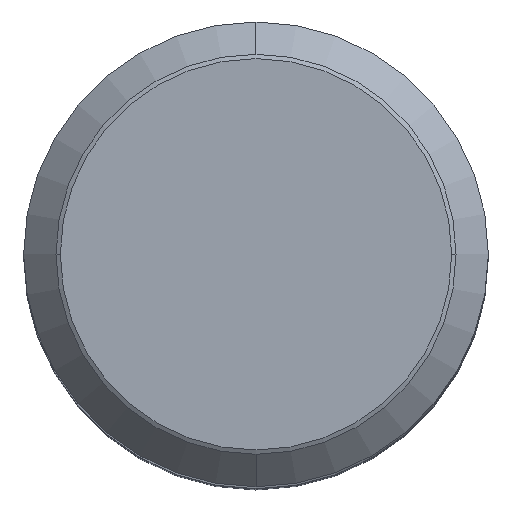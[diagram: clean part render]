
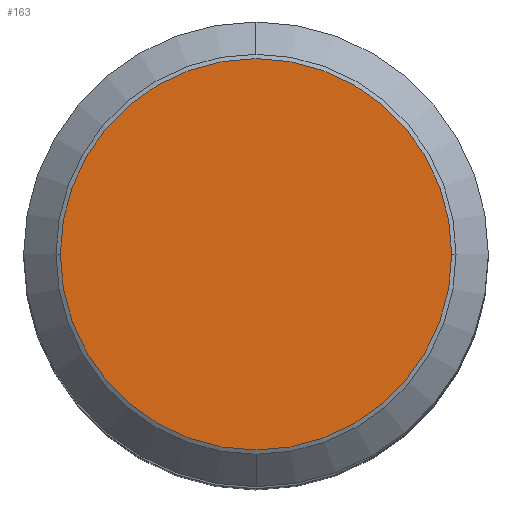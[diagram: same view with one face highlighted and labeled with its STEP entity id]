
A CAD part, top view. The second image highlights one B-rep face of the part: STEP entity #163.
In plain terms, the highlighted planar face has unit normal (0, 0, 1).
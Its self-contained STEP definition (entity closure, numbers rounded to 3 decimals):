
#163=ADVANCED_FACE('',(#358),#359,.T.);
#171=EDGE_CURVE('',#201,#227,#367,.T.);
#189=EDGE_CURVE('',#227,#201,#389,.T.);
#201=VERTEX_POINT('',#402);
#227=VERTEX_POINT('',#431);
#358=FACE_OUTER_BOUND('',#575,.T.);
#359=PLANE('',#576);
#367=CIRCLE('',#587,5.053);
#389=CIRCLE('',#609,5.053);
#402=CARTESIAN_POINT('',(5.053,0.,35.9));
#431=CARTESIAN_POINT('',(-5.053,0.,35.9));
#575=EDGE_LOOP('',(#834,#835));
#576=AXIS2_PLACEMENT_3D('',#836,#837,#838);
#587=AXIS2_PLACEMENT_3D('',#840,#841,#842);
#609=AXIS2_PLACEMENT_3D('',#875,#876,#877);
#834=ORIENTED_EDGE('',*,*,#189,.T.);
#835=ORIENTED_EDGE('',*,*,#171,.T.);
#836=CARTESIAN_POINT('',(0.,-2.55,35.9));
#837=DIRECTION('',(0.0,0.0,1.0));
#838=DIRECTION('',(0.,-1.0,0.0));
#840=CARTESIAN_POINT('',(0.,0.0,35.9));
#841=DIRECTION('',(0.0,0.0,1.0));
#842=DIRECTION('',(-1.0,0.,0.0));
#875=CARTESIAN_POINT('',(0.,0.0,35.9));
#876=DIRECTION('',(0.0,0.0,1.0));
#877=DIRECTION('',(-1.0,0.,0.0));
